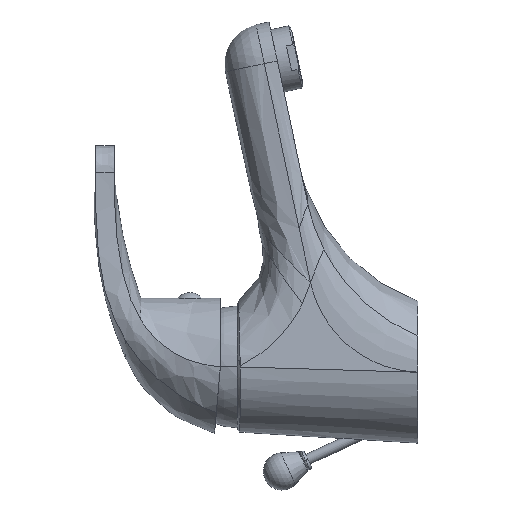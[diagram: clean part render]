
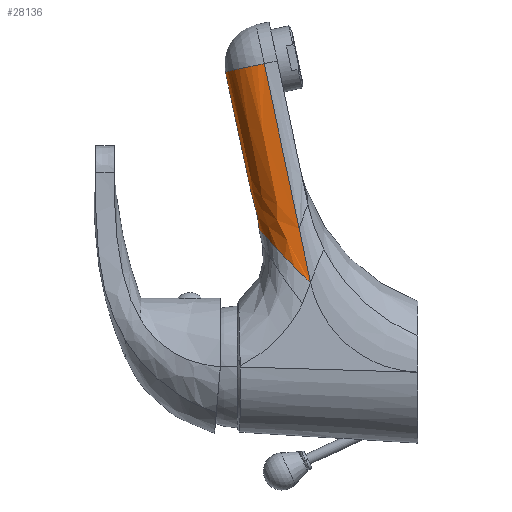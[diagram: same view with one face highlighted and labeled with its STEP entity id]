
A CAD part, left-side view. The second image highlights one B-rep face of the part: STEP entity #28136.
In plain terms, the highlighted free-form (B-spline) face has degree [3, 3] with [11, 4] control points.
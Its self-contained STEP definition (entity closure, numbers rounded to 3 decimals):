
#7363=CARTESIAN_POINT('',(0.,57.891,116.46));
#7364=DIRECTION('',(0.,0.208,0.978));
#7365=DIRECTION('',(1.,0.,0.));
#7366=AXIS2_PLACEMENT_3D('',#7363,#7364,#7365);
#7368=CARTESIAN_POINT('',(0.,57.891,116.46));
#7369=DIRECTION('',(0.,-0.208,-0.978));
#7370=DIRECTION('',(-1.,0.,0.));
#7371=AXIS2_PLACEMENT_3D('',#7368,#7369,#7370);
#7373=DIRECTION('',(-0.09,-0.206,-0.974));
#7374=VECTOR('',#7373,63.865);
#7375=CARTESIAN_POINT('',(-15.,57.891,116.46));
#7376=LINE('',#7375,#7374);
#7377=DIRECTION('',(-0.09,-0.206,-0.974));
#7378=VECTOR('',#7377,20.895);
#7379=CARTESIAN_POINT('',(-20.759,44.726,54.233));
#7380=LINE('',#7379,#7378);
#7381=CARTESIAN_POINT('',(-22.644,40.419,33.874));
#7382=CARTESIAN_POINT('',(-22.621,41.041,34.446));
#7383=CARTESIAN_POINT('',(-22.576,41.651,35.013));
#7384=CARTESIAN_POINT('',(-22.509,42.248,35.576));
#7386=CARTESIAN_POINT('',(-22.509,42.248,35.576));
#7387=CARTESIAN_POINT('',(-22.244,44.593,37.784));
#7388=CARTESIAN_POINT('',(-20.863,49.432,42.57));
#7389=CARTESIAN_POINT('',(-16.133,55.198,48.736));
#7390=CARTESIAN_POINT('',(-8.704,59.022,53.049));
#7391=CARTESIAN_POINT('',(-2.514,59.942,54.114));
#7392=CARTESIAN_POINT('',(0.775,59.877,54.039));
#7393=CARTESIAN_POINT('',(1.162,59.862,54.021));
#7395=CARTESIAN_POINT('',(1.162,59.862,54.021));
#7396=CARTESIAN_POINT('',(3.673,59.762,53.906));
#7397=CARTESIAN_POINT('',(9.035,58.852,52.857));
#7398=CARTESIAN_POINT('',(16.133,55.198,48.736));
#7399=CARTESIAN_POINT('',(20.863,49.432,42.57));
#7400=CARTESIAN_POINT('',(22.244,44.593,37.784));
#7401=CARTESIAN_POINT('',(22.509,42.248,35.576));
#7403=CARTESIAN_POINT('',(22.509,42.248,35.576));
#7404=CARTESIAN_POINT('',(22.576,41.651,35.013));
#7405=CARTESIAN_POINT('',(22.621,41.041,34.446));
#7406=CARTESIAN_POINT('',(22.644,40.419,33.874));
#7408=DIRECTION('',(0.09,-0.206,-0.974));
#7409=VECTOR('',#7408,20.895);
#7410=CARTESIAN_POINT('',(20.759,44.726,54.233));
#7411=LINE('',#7410,#7409);
#7412=DIRECTION('',(0.09,-0.206,-0.974));
#7413=VECTOR('',#7412,63.865);
#7414=CARTESIAN_POINT('',(15.,57.891,116.46));
#7415=LINE('',#7414,#7413);
#16212=VERTEX_POINT('',#7386);
#16213=VERTEX_POINT('',#7393);
#16214=VERTEX_POINT('',#7401);
#16528=CARTESIAN_POINT('',(-20.759,44.726,
54.233));
#16529=CARTESIAN_POINT('',(-22.644,40.419,
33.874));
#16530=VERTEX_POINT('',#16528);
#16531=VERTEX_POINT('',#16529);
#16542=CARTESIAN_POINT('',(20.759,44.726,54.233));
#16543=CARTESIAN_POINT('',(22.644,40.419,33.874));
#16544=VERTEX_POINT('',#16542);
#16545=VERTEX_POINT('',#16543);
#16554=CARTESIAN_POINT('',(15.,57.891,116.46));
#16556=VERTEX_POINT('',#16554);
#16557=CARTESIAN_POINT('',(0.,72.563,113.342));
#16558=VERTEX_POINT('',#16557);
#16559=CARTESIAN_POINT('',(-15.,57.891,116.46));
#16560=VERTEX_POINT('',#16559);
#28073=CARTESIAN_POINT('',(-14.842,57.877,
118.203));
#28074=CARTESIAN_POINT('',(-17.498,51.743,
89.358));
#28075=CARTESIAN_POINT('',(-20.155,45.609,
60.514));
#28076=CARTESIAN_POINT('',(-22.811,39.475,
31.669));
#28077=CARTESIAN_POINT('',(-14.897,59.894,
117.7));
#28078=CARTESIAN_POINT('',(-17.521,54.197,
90.05));
#28079=CARTESIAN_POINT('',(-20.145,48.5,
62.4));
#28080=CARTESIAN_POINT('',(-22.769,42.803,
34.75));
#28081=CARTESIAN_POINT('',(-14.149,63.841,
116.724));
#28082=CARTESIAN_POINT('',(-16.584,58.757,
91.321));
#28083=CARTESIAN_POINT('',(-19.019,53.673,
65.919));
#28084=CARTESIAN_POINT('',(-21.454,48.589,
40.516));
#28085=CARTESIAN_POINT('',(-10.778,68.802,
115.507));
#28086=CARTESIAN_POINT('',(-12.598,64.179,
92.814));
#28087=CARTESIAN_POINT('',(-14.418,59.555,
70.12));
#28088=CARTESIAN_POINT('',(-16.238,54.931,
47.427));
#28089=CARTESIAN_POINT('',(-5.833,72.055,
114.713));
#28090=CARTESIAN_POINT('',(-6.809,67.625,
93.755));
#28091=CARTESIAN_POINT('',(-7.785,63.196,
72.798));
#28092=CARTESIAN_POINT('',(-8.761,58.766,
51.84));
#28093=CARTESIAN_POINT('',(0.,73.198,114.435));
#28094=CARTESIAN_POINT('',(0.,68.82,94.081));
#28095=CARTESIAN_POINT('',(0.,64.442,73.727));
#28096=CARTESIAN_POINT('',(0.,60.064,53.373));
#28097=CARTESIAN_POINT('',(5.833,72.055,114.713));
#28098=CARTESIAN_POINT('',(6.809,67.625,93.755));
#28099=CARTESIAN_POINT('',(7.785,63.196,72.798));
#28100=CARTESIAN_POINT('',(8.761,58.766,51.84));
#28101=CARTESIAN_POINT('',(10.778,68.802,115.507));
#28102=CARTESIAN_POINT('',(12.598,64.179,92.814));
#28103=CARTESIAN_POINT('',(14.418,59.555,70.12));
#28104=CARTESIAN_POINT('',(16.238,54.931,47.427));
#28105=CARTESIAN_POINT('',(14.15,63.84,116.724));
#28106=CARTESIAN_POINT('',(16.585,58.756,91.321));
#28107=CARTESIAN_POINT('',(19.02,53.672,65.918));
#28108=CARTESIAN_POINT('',(21.455,48.588,40.515));
#28109=CARTESIAN_POINT('',(14.897,59.892,117.7));
#28110=CARTESIAN_POINT('',(17.521,54.195,90.049));
#28111=CARTESIAN_POINT('',(20.145,48.497,62.398));
#28112=CARTESIAN_POINT('',(22.769,42.8,34.747));
#28113=CARTESIAN_POINT('',(14.842,57.874,118.203));
#28114=CARTESIAN_POINT('',(17.498,51.739,89.357));
#28115=CARTESIAN_POINT('',(20.155,45.605,60.511));
#28116=CARTESIAN_POINT('',(22.811,39.47,31.664));
#28117=B_SPLINE_SURFACE_WITH_KNOTS('',3,3,((#28073,#28074,#28075,#28076),
(#28077,#28078,#28079,#28080),(#28081,#28082,#28083,#28084),(#28085,#28086,
#28087,#28088),(#28089,#28090,#28091,#28092),(#28093,#28094,#28095,#28096),(
#28097,#28098,#28099,#28100),(#28101,#28102,#28103,#28104),(#28105,#28106,
#28107,#28108),(#28109,#28110,#28111,#28112),(#28113,#28114,#28115,#28116)),
.UNSPECIFIED.,.F.,.F.,.F.,(4,1,1,1,1,1,1,1,4),(4,4),(-0.008,0.125,
0.25,0.375,0.5,0.625,0.75,0.875,1.008),(
-0.013,0.674),.UNSPECIFIED.);
#28119=ORIENTED_EDGE('',*,*,#28118,.T.);
#28121=ORIENTED_EDGE('',*,*,#28120,.F.);
#28123=ORIENTED_EDGE('',*,*,#28122,.T.);
#28125=ORIENTED_EDGE('',*,*,#28124,.T.);
#28126=ORIENTED_EDGE('',*,*,#28059,.T.);
#28127=ORIENTED_EDGE('',*,*,#28057,.T.);
#28128=ORIENTED_EDGE('',*,*,#28055,.T.);
#28129=ORIENTED_EDGE('',*,*,#28053,.T.);
#28131=ORIENTED_EDGE('',*,*,#28130,.F.);
#28133=ORIENTED_EDGE('',*,*,#28132,.F.);
#28134=EDGE_LOOP('',(#28119,#28121,#28123,#28125,#28126,#28127,#28128,#28129,
#28131,#28133));
#28135=FACE_OUTER_BOUND('',#28134,.F.);
#28136=ADVANCED_FACE('',(#28135),#28117,.T.);
#7367=CIRCLE('',#7366,15.);
#7372=CIRCLE('',#7371,15.);
#7385=B_SPLINE_CURVE_WITH_KNOTS('',3,(#7381,#7382,#7383,#7384),.UNSPECIFIED.,
.F.,.F.,(4,4),(0.,1.),.UNSPECIFIED.);
#7394=B_SPLINE_CURVE_WITH_KNOTS('',3,(#7386,#7387,#7388,#7389,#7390,#7391,#7392,
#7393),.UNSPECIFIED.,.F.,.F.,(4,1,1,1,1,4),(0.,0.203,
0.457,0.712,0.966,1.),.UNSPECIFIED.);
#7402=B_SPLINE_CURVE_WITH_KNOTS('',3,(#7395,#7396,#7397,#7398,#7399,#7400,
#7401),.UNSPECIFIED.,.F.,.F.,(4,1,1,1,4),(0.,0.237,
0.509,0.782,1.),.UNSPECIFIED.);
#7407=B_SPLINE_CURVE_WITH_KNOTS('',3,(#7403,#7404,#7405,#7406),.UNSPECIFIED.,
.F.,.F.,(4,4),(0.,1.),.UNSPECIFIED.);
#28053=EDGE_CURVE('',#16214,#16545,#7407,.T.);
#28055=EDGE_CURVE('',#16213,#16214,#7402,.T.);
#28057=EDGE_CURVE('',#16212,#16213,#7394,.T.);
#28059=EDGE_CURVE('',#16531,#16212,#7385,.T.);
#28118=EDGE_CURVE('',#16556,#16558,#7367,.T.);
#28120=EDGE_CURVE('',#16560,#16558,#7372,.T.);
#28122=EDGE_CURVE('',#16560,#16530,#7376,.T.);
#28124=EDGE_CURVE('',#16530,#16531,#7380,.T.);
#28130=EDGE_CURVE('',#16544,#16545,#7411,.T.);
#28132=EDGE_CURVE('',#16556,#16544,#7415,.T.);
